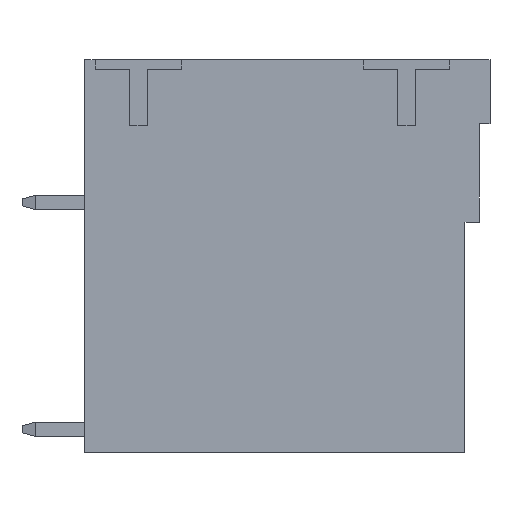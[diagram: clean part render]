
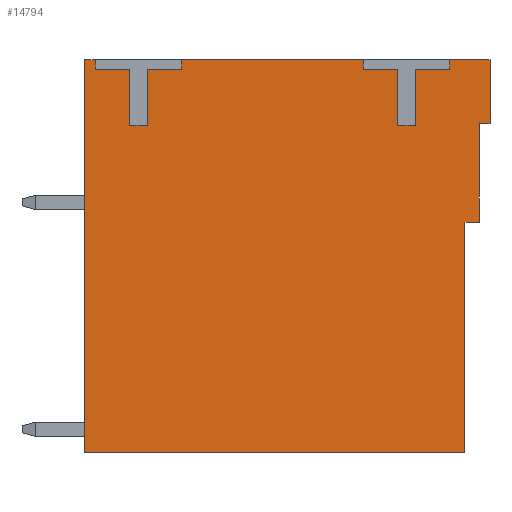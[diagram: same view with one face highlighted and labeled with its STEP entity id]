
A CAD part, left-side view. The second image highlights one B-rep face of the part: STEP entity #14794.
In plain terms, the highlighted planar face has unit normal (-1, 0, 0).
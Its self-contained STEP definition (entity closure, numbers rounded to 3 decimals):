
#3546=ORIENTED_EDGE('',*,*,#4618,.T.);
#3547=ORIENTED_EDGE('',*,*,#4408,.T.);
#3548=ORIENTED_EDGE('',*,*,#4412,.T.);
#3549=ORIENTED_EDGE('',*,*,#4430,.T.);
#3550=ORIENTED_EDGE('',*,*,#4427,.T.);
#3551=ORIENTED_EDGE('',*,*,#4424,.T.);
#3552=ORIENTED_EDGE('',*,*,#4421,.T.);
#3553=ORIENTED_EDGE('',*,*,#4418,.T.);
#3554=ORIENTED_EDGE('',*,*,#4625,.T.);
#3555=ORIENTED_EDGE('',*,*,#6055,.T.);
#3556=ORIENTED_EDGE('',*,*,#6057,.T.);
#3557=ORIENTED_EDGE('',*,*,#6059,.T.);
#3558=ORIENTED_EDGE('',*,*,#6061,.T.);
#3559=ORIENTED_EDGE('',*,*,#6063,.T.);
#3560=ORIENTED_EDGE('',*,*,#6065,.T.);
#3561=ORIENTED_EDGE('',*,*,#6066,.T.);
#3562=ORIENTED_EDGE('',*,*,#4622,.T.);
#3563=ORIENTED_EDGE('',*,*,#6068,.T.);
#3564=ORIENTED_EDGE('',*,*,#6070,.T.);
#3565=ORIENTED_EDGE('',*,*,#6072,.T.);
#3566=ORIENTED_EDGE('',*,*,#6074,.T.);
#3567=ORIENTED_EDGE('',*,*,#6076,.T.);
#3568=ORIENTED_EDGE('',*,*,#6078,.T.);
#3569=ORIENTED_EDGE('',*,*,#6079,.T.);
#4408=EDGE_CURVE('',#6497,#6496,#7850,.T.);
#4412=EDGE_CURVE('',#6496,#6499,#7854,.T.);
#4418=EDGE_CURVE('',#6505,#6504,#7860,.T.);
#4421=EDGE_CURVE('',#6507,#6505,#7863,.T.);
#4424=EDGE_CURVE('',#6509,#6507,#7866,.T.);
#4427=EDGE_CURVE('',#6511,#6509,#7869,.T.);
#4430=EDGE_CURVE('',#6499,#6511,#7872,.T.);
#4618=EDGE_CURVE('',#6691,#6497,#8055,.T.);
#4622=EDGE_CURVE('',#6695,#6694,#8059,.T.);
#4625=EDGE_CURVE('',#6504,#6696,#8062,.T.);
#6055=EDGE_CURVE('',#6696,#7564,#9397,.T.);
#6057=EDGE_CURVE('',#7564,#7565,#9399,.T.);
#6059=EDGE_CURVE('',#7565,#7566,#9401,.T.);
#6061=EDGE_CURVE('',#7566,#7567,#9403,.T.);
#6063=EDGE_CURVE('',#7567,#7568,#9405,.T.);
#6065=EDGE_CURVE('',#7568,#7569,#9407,.T.);
#6066=EDGE_CURVE('',#7569,#6695,#9408,.T.);
#6068=EDGE_CURVE('',#6694,#7570,#9410,.T.);
#6070=EDGE_CURVE('',#7570,#7571,#9412,.T.);
#6072=EDGE_CURVE('',#7571,#7572,#9414,.T.);
#6074=EDGE_CURVE('',#7572,#7573,#9416,.T.);
#6076=EDGE_CURVE('',#7573,#7574,#9418,.T.);
#6078=EDGE_CURVE('',#7574,#7575,#9420,.T.);
#6079=EDGE_CURVE('',#7575,#6691,#9421,.T.);
#6496=VERTEX_POINT('',#19663);
#6497=VERTEX_POINT('',#19665);
#6499=VERTEX_POINT('',#19671);
#6504=VERTEX_POINT('',#19683);
#6505=VERTEX_POINT('',#19685);
#6507=VERTEX_POINT('',#19691);
#6509=VERTEX_POINT('',#19697);
#6511=VERTEX_POINT('',#19703);
#6691=VERTEX_POINT('',#20087);
#6694=VERTEX_POINT('',#20093);
#6695=VERTEX_POINT('',#20095);
#6696=VERTEX_POINT('',#20098);
#7564=VERTEX_POINT('',#22972);
#7565=VERTEX_POINT('',#22976);
#7566=VERTEX_POINT('',#22980);
#7567=VERTEX_POINT('',#22984);
#7568=VERTEX_POINT('',#22988);
#7569=VERTEX_POINT('',#22992);
#7570=VERTEX_POINT('',#22998);
#7571=VERTEX_POINT('',#23002);
#7572=VERTEX_POINT('',#23006);
#7573=VERTEX_POINT('',#23010);
#7574=VERTEX_POINT('',#23014);
#7575=VERTEX_POINT('',#23018);
#7850=LINE('',#19664,#9834);
#7854=LINE('',#19672,#9838);
#7860=LINE('',#19684,#9844);
#7863=LINE('',#19690,#9847);
#7866=LINE('',#19696,#9850);
#7869=LINE('',#19702,#9853);
#7872=LINE('',#19707,#9856);
#8055=LINE('',#20086,#10039);
#8059=LINE('',#20094,#10043);
#8062=LINE('',#20099,#10046);
#9397=LINE('',#22973,#11381);
#9399=LINE('',#22977,#11383);
#9401=LINE('',#22981,#11385);
#9403=LINE('',#22985,#11387);
#9405=LINE('',#22989,#11389);
#9407=LINE('',#22993,#11391);
#9408=LINE('',#22995,#11392);
#9410=LINE('',#22999,#11394);
#9412=LINE('',#23003,#11396);
#9414=LINE('',#23007,#11398);
#9416=LINE('',#23011,#11400);
#9418=LINE('',#23015,#11402);
#9420=LINE('',#23019,#11404);
#9421=LINE('',#23021,#11405);
#9834=VECTOR('',#15901,1000.);
#9838=VECTOR('',#15907,1000.);
#9844=VECTOR('',#15915,1000.);
#9847=VECTOR('',#15920,1000.);
#9850=VECTOR('',#15925,1000.);
#9853=VECTOR('',#15930,1000.);
#9856=VECTOR('',#15935,1000.);
#10039=VECTOR('',#16152,1000.);
#10043=VECTOR('',#16156,1000.);
#10046=VECTOR('',#16159,1000.);
#11381=VECTOR('',#18836,1000.);
#11383=VECTOR('',#18840,1000.);
#11385=VECTOR('',#18844,1000.);
#11387=VECTOR('',#18848,1000.);
#11389=VECTOR('',#18852,1000.);
#11391=VECTOR('',#18856,1000.);
#11392=VECTOR('',#18859,1000.);
#11394=VECTOR('',#18863,1000.);
#11396=VECTOR('',#18867,1000.);
#11398=VECTOR('',#18871,1000.);
#11400=VECTOR('',#18875,1000.);
#11402=VECTOR('',#18879,1000.);
#11404=VECTOR('',#18883,1000.);
#11405=VECTOR('',#18886,1000.);
#12448=EDGE_LOOP('',(#3546,#3547,#3548,#3549,#3550,#3551,#3552,#3553,#3554,
#3555,#3556,#3557,#3558,#3559,#3560,#3561,#3562,#3563,#3564,#3565,#3566,
#3567,#3568,#3569));
#13278=FACE_BOUND('',#12448,.T.);
#14034=PLANE('',#15705);
#14794=ADVANCED_FACE('',(#13278),#14034,.T.);
#15705=AXIS2_PLACEMENT_3D('',#23022,#18887,#18888);
#15901=DIRECTION('',(0.,0.,-1.));
#15907=DIRECTION('',(0.,-1.,0.));
#15915=DIRECTION('',(0.,0.,1.));
#15920=DIRECTION('',(0.,-1.,0.));
#15925=DIRECTION('',(0.,0.,1.));
#15930=DIRECTION('',(0.,-1.,0.));
#15935=DIRECTION('',(0.,0.,1.));
#16152=DIRECTION('',(0.,1.,0.));
#16156=DIRECTION('',(0.,1.,0.));
#16159=DIRECTION('',(0.,1.,0.));
#18836=DIRECTION('',(0.,0.,-1.));
#18840=DIRECTION('',(0.,1.,0.));
#18844=DIRECTION('',(0.,0.,-1.));
#18848=DIRECTION('',(0.,1.,0.));
#18852=DIRECTION('',(0.,0.,1.));
#18856=DIRECTION('',(0.,1.,0.));
#18859=DIRECTION('',(0.,0.,1.));
#18863=DIRECTION('',(0.,0.,-1.));
#18867=DIRECTION('',(0.,1.,0.));
#18871=DIRECTION('',(0.,0.,-1.));
#18875=DIRECTION('',(0.,1.,0.));
#18879=DIRECTION('',(0.,0.,1.));
#18883=DIRECTION('',(0.,1.,0.));
#18886=DIRECTION('',(0.,0.,1.));
#18887=DIRECTION('',(-1.,0.,0.));
#18888=DIRECTION('',(0.,0.,1.));
#19663=CARTESIAN_POINT('',(-10.02,11.35,-22.));
#19664=CARTESIAN_POINT('',(-10.02,11.35,0.));
#19665=CARTESIAN_POINT('',(-10.02,11.35,0.));
#19671=CARTESIAN_POINT('',(-10.02,-9.95,-22.));
#19672=CARTESIAN_POINT('',(-10.02,11.35,-22.));
#19683=CARTESIAN_POINT('',(-10.02,-11.35,0.));
#19684=CARTESIAN_POINT('',(-10.02,-11.35,-3.6));
#19685=CARTESIAN_POINT('',(-10.02,-11.35,-3.6));
#19690=CARTESIAN_POINT('',(-10.02,-10.75,-3.6));
#19691=CARTESIAN_POINT('',(-10.02,-10.75,-3.6));
#19696=CARTESIAN_POINT('',(-10.02,-10.75,-9.1));
#19697=CARTESIAN_POINT('',(-10.02,-10.75,-9.1));
#19702=CARTESIAN_POINT('',(-10.02,-9.95,-9.1));
#19703=CARTESIAN_POINT('',(-10.02,-9.95,-9.1));
#19707=CARTESIAN_POINT('',(-10.02,-9.95,-22.));
#20086=CARTESIAN_POINT('',(-10.02,10.75,0.));
#20087=CARTESIAN_POINT('',(-10.02,10.75,0.));
#20093=CARTESIAN_POINT('',(-10.02,5.9,0.));
#20094=CARTESIAN_POINT('',(-10.02,-4.25,0.));
#20095=CARTESIAN_POINT('',(-10.02,-4.25,0.));
#20098=CARTESIAN_POINT('',(-10.02,-9.1,0.));
#20099=CARTESIAN_POINT('',(-10.02,-11.35,0.));
#22972=CARTESIAN_POINT('',(-10.02,-9.1,-0.55));
#22973=CARTESIAN_POINT('',(-10.02,-9.1,0.));
#22976=CARTESIAN_POINT('',(-10.02,-7.175,-0.55));
#22977=CARTESIAN_POINT('',(-10.02,-9.1,-0.55));
#22980=CARTESIAN_POINT('',(-10.02,-7.175,-3.7));
#22981=CARTESIAN_POINT('',(-10.02,-7.175,-0.55));
#22984=CARTESIAN_POINT('',(-10.02,-6.175,-3.7));
#22985=CARTESIAN_POINT('',(-10.02,-7.175,-3.7));
#22988=CARTESIAN_POINT('',(-10.02,-6.175,-0.55));
#22989=CARTESIAN_POINT('',(-10.02,-6.175,-3.7));
#22992=CARTESIAN_POINT('',(-10.02,-4.25,-0.55));
#22993=CARTESIAN_POINT('',(-10.02,-6.175,-0.55));
#22995=CARTESIAN_POINT('',(-10.02,-4.25,-0.55));
#22998=CARTESIAN_POINT('',(-10.02,5.9,-0.55));
#22999=CARTESIAN_POINT('',(-10.02,5.9,0.));
#23002=CARTESIAN_POINT('',(-10.02,7.825,-0.55));
#23003=CARTESIAN_POINT('',(-10.02,5.9,-0.55));
#23006=CARTESIAN_POINT('',(-10.02,7.825,-3.7));
#23007=CARTESIAN_POINT('',(-10.02,7.825,-0.55));
#23010=CARTESIAN_POINT('',(-10.02,8.825,-3.7));
#23011=CARTESIAN_POINT('',(-10.02,7.825,-3.7));
#23014=CARTESIAN_POINT('',(-10.02,8.825,-0.55));
#23015=CARTESIAN_POINT('',(-10.02,8.825,-3.7));
#23018=CARTESIAN_POINT('',(-10.02,10.75,-0.55));
#23019=CARTESIAN_POINT('',(-10.02,8.825,-0.55));
#23021=CARTESIAN_POINT('',(-10.02,10.75,-0.55));
#23022=CARTESIAN_POINT('',(-10.02,0.,0.));
